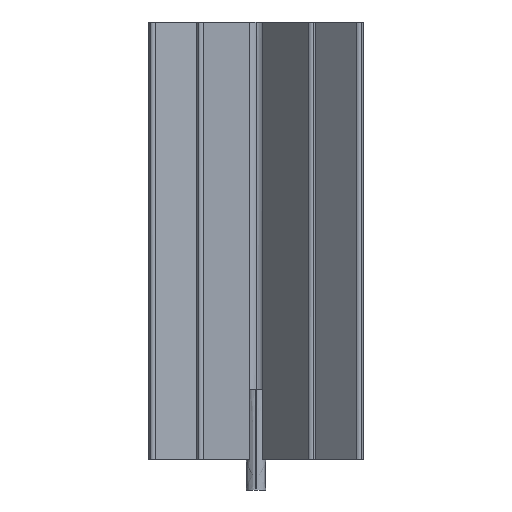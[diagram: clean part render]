
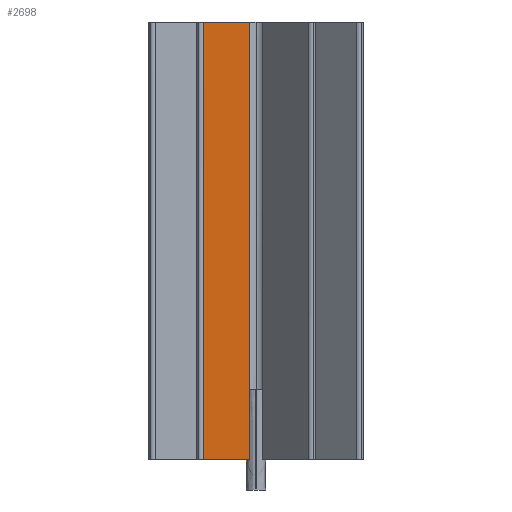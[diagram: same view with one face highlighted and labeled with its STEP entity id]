
A CAD part, left-side view. The second image highlights one B-rep face of the part: STEP entity #2698.
In plain terms, the highlighted free-form (B-spline) face has degree [1, 1] with [2, 2] control points.
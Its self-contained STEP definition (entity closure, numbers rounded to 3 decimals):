
#2649=(
BOUNDED_SURFACE()
B_SPLINE_SURFACE(1,1,((#2650,#2651),(#2652,#2653)),.UNSPECIFIED.,.F.,.F.,.F.)
B_SPLINE_SURFACE_WITH_KNOTS((2,2),(2,2),(0.000,1.000),(0.000,1.000),.UNSPECIFIED.)
GEOMETRIC_REPRESENTATION_ITEM()
RATIONAL_B_SPLINE_SURFACE(((1.,1.),(1.,1.)))
REPRESENTATION_ITEM('')
SURFACE()
);
#2650=CARTESIAN_POINT('',(-20.473,6.093,0.));
#2651=CARTESIAN_POINT('',(-20.473,6.093,50.8));
#2652=CARTESIAN_POINT('',(-13.5,0.724,0.));
#2653=CARTESIAN_POINT('',(-13.5,0.724,50.8));
#2654=CARTESIAN_POINT('',(-20.473,6.093,50.8));
#2655=VERTEX_POINT('',#2654);
#2656=(
BOUNDED_CURVE()
B_SPLINE_CURVE(1,(#2657,#2658),.UNSPECIFIED.,.F.,.F.)
B_SPLINE_CURVE_WITH_KNOTS((2,2),(0.000,1.000),.UNSPECIFIED.)
CURVE()
GEOMETRIC_REPRESENTATION_ITEM()
RATIONAL_B_SPLINE_CURVE((1.,1.))
REPRESENTATION_ITEM('')
);
#2657=CARTESIAN_POINT('',(-20.473,6.093,50.8));
#2658=CARTESIAN_POINT('',(-13.5,0.724,50.8));
#2659=CARTESIAN_POINT('',(-13.5,0.724,50.8));
#2660=VERTEX_POINT('',#2659);
#2661=EDGE_CURVE('',#2655,#2660,#2656,.T.);
#2662=ORIENTED_EDGE('',*,*,#2661,.T.);
#2663=(
BOUNDED_CURVE()
B_SPLINE_CURVE(1,(#2664,#2665),.UNSPECIFIED.,.F.,.F.)
B_SPLINE_CURVE_WITH_KNOTS((2,2),(0.000,1.000),.UNSPECIFIED.)
CURVE()
GEOMETRIC_REPRESENTATION_ITEM()
RATIONAL_B_SPLINE_CURVE((1.,1.))
REPRESENTATION_ITEM('')
);
#2664=CARTESIAN_POINT('',(-13.5,0.724,50.8));
#2665=CARTESIAN_POINT('',(-13.5,0.724,8.2));
#2666=CARTESIAN_POINT('',(-13.5,0.724,8.2));
#2667=VERTEX_POINT('',#2666);
#2668=EDGE_CURVE('',#2660,#2667,#2663,.T.);
#2669=ORIENTED_EDGE('',*,*,#2668,.T.);
#2670=(
BOUNDED_CURVE()
B_SPLINE_CURVE(1,(#2671,#2672),.UNSPECIFIED.,.F.,.F.)
B_SPLINE_CURVE_WITH_KNOTS((2,2),(0.000,1.000),.UNSPECIFIED.)
CURVE()
GEOMETRIC_REPRESENTATION_ITEM()
RATIONAL_B_SPLINE_CURVE((1.,1.))
REPRESENTATION_ITEM('')
);
#2671=CARTESIAN_POINT('',(-13.5,0.724,8.2));
#2672=CARTESIAN_POINT('',(-13.525,0.743,8.2));
#2673=CARTESIAN_POINT('',(-13.525,0.743,8.2));
#2674=VERTEX_POINT('',#2673);
#2675=EDGE_CURVE('',#2667,#2674,#2670,.T.);
#2676=ORIENTED_EDGE('',*,*,#2675,.T.);
#2677=(
BOUNDED_CURVE()
B_SPLINE_CURVE(1,(#2678,#2679),.UNSPECIFIED.,.F.,.F.)
B_SPLINE_CURVE_WITH_KNOTS((2,2),(0.000,1.000),.UNSPECIFIED.)
CURVE()
GEOMETRIC_REPRESENTATION_ITEM()
RATIONAL_B_SPLINE_CURVE((1.,1.))
REPRESENTATION_ITEM('')
);
#2678=CARTESIAN_POINT('',(-13.525,0.743,8.2));
#2679=CARTESIAN_POINT('',(-13.525,0.743,0.));
#2680=CARTESIAN_POINT('',(-13.525,0.743,0.));
#2681=VERTEX_POINT('',#2680);
#2682=EDGE_CURVE('',#2674,#2681,#2677,.T.);
#2683=ORIENTED_EDGE('',*,*,#2682,.T.);
#2684=(
BOUNDED_CURVE()
B_SPLINE_CURVE(1,(#2685,#2686),.UNSPECIFIED.,.F.,.F.)
B_SPLINE_CURVE_WITH_KNOTS((2,2),(0.000,1.000),.UNSPECIFIED.)
CURVE()
GEOMETRIC_REPRESENTATION_ITEM()
RATIONAL_B_SPLINE_CURVE((1.,1.))
REPRESENTATION_ITEM('')
);
#2685=CARTESIAN_POINT('',(-13.525,0.743,0.));
#2686=CARTESIAN_POINT('',(-20.473,6.093,0.));
#2687=CARTESIAN_POINT('',(-20.473,6.093,0.));
#2688=VERTEX_POINT('',#2687);
#2689=EDGE_CURVE('',#2681,#2688,#2684,.T.);
#2690=ORIENTED_EDGE('',*,*,#2689,.T.);
#2691=(
BOUNDED_CURVE()
B_SPLINE_CURVE(1,(#2692,#2693),.UNSPECIFIED.,.F.,.F.)
B_SPLINE_CURVE_WITH_KNOTS((2,2),(0.000,1.000),.UNSPECIFIED.)
CURVE()
GEOMETRIC_REPRESENTATION_ITEM()
RATIONAL_B_SPLINE_CURVE((1.,1.))
REPRESENTATION_ITEM('')
);
#2692=CARTESIAN_POINT('',(-20.473,6.093,0.));
#2693=CARTESIAN_POINT('',(-20.473,6.093,50.8));
#2694=EDGE_CURVE('',#2688,#2655,#2691,.T.);
#2695=ORIENTED_EDGE('',*,*,#2694,.T.);
#2696=EDGE_LOOP('',(#2662,#2669,#2676,#2683,#2690,#2695));
#2697=FACE_OUTER_BOUND('',#2696,.T.);
#2698=ADVANCED_FACE('',(#2697),#2649,.T.);
